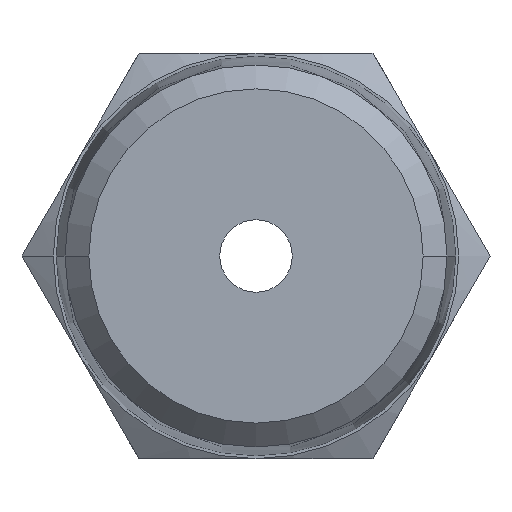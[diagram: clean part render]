
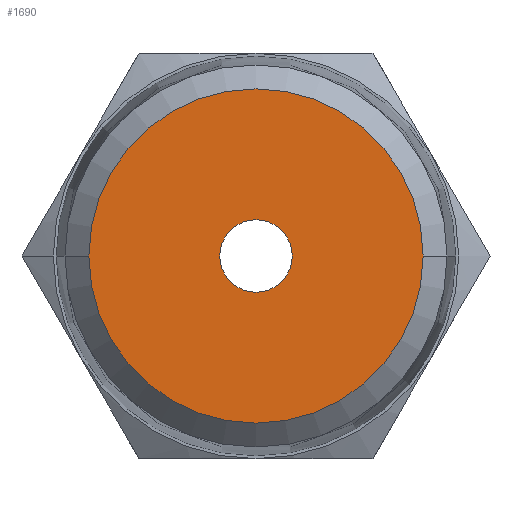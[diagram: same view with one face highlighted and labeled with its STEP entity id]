
A CAD part, front view. The second image highlights one B-rep face of the part: STEP entity #1690.
In plain terms, the highlighted planar face has unit normal (0, -1, 0).
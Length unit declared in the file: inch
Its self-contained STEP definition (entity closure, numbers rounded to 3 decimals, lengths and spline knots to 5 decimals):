
#147 = VERTEX_POINT ( 'NONE', #473 ) ;
#197 = AXIS2_PLACEMENT_3D ( 'NONE', #320, #1224, #3072 ) ;
#201 = EDGE_LOOP ( 'NONE', ( #2165, #1249 ) ) ;
#320 = CARTESIAN_POINT ( 'NONE',  ( -0.11362, 0., 0. ) ) ;
#456 = AXIS2_PLACEMENT_3D ( 'NONE', #734, #2677, #1029 ) ;
#462 = EDGE_CURVE ( 'NONE', #3462, #147, #1417, .T. ) ;
#473 = CARTESIAN_POINT ( 'NONE',  ( 0., 0., -0.04921 ) ) ;
#499 = EDGE_LOOP ( 'NONE', ( #648, #614 ) ) ;
#614 = ORIENTED_EDGE ( 'NONE', *, *, #462, .T. ) ;
#648 = ORIENTED_EDGE ( 'NONE', *, *, #2691, .T. ) ;
#734 = CARTESIAN_POINT ( 'NONE',  ( 0., 0., 0. ) ) ;
#864 = CARTESIAN_POINT ( 'NONE',  ( 0., 0., 0. ) ) ;
#1029 = DIRECTION ( 'NONE',  ( -1., 0., 0. ) ) ;
#1067 = CARTESIAN_POINT ( 'NONE',  ( 0., 0., 0. ) ) ;
#1160 = DIRECTION ( 'NONE',  ( 0., 0., -1. ) ) ;
#1224 = DIRECTION ( 'NONE',  ( 0., -1., 0. ) ) ;
#1229 = AXIS2_PLACEMENT_3D ( 'NONE', #2353, #2090, #2075 ) ;
#1247 = CARTESIAN_POINT ( 'NONE',  ( 0., 0., 0.04921 ) ) ;
#1249 = ORIENTED_EDGE ( 'NONE', *, *, #2529, .F. ) ;
#1356 = DIRECTION ( 'NONE',  ( -1., 0., 0. ) ) ;
#1417 = CIRCLE ( 'NONE', #1229, 0.04921 ) ;
#1450 = FACE_OUTER_BOUND ( 'NONE', #201, .T. ) ;
#1456 = AXIS2_PLACEMENT_3D ( 'NONE', #864, #2778, #1160 ) ;
#1690 = ADVANCED_FACE ( 'NONE', ( #2267, #1450 ), #2824, .T. ) ;
#2075 = DIRECTION ( 'NONE',  ( 0., 0., -1. ) ) ;
#2090 = DIRECTION ( 'NONE',  ( 0., 1., 0. ) ) ;
#2165 = ORIENTED_EDGE ( 'NONE', *, *, #2796, .F. ) ;
#2267 = FACE_BOUND ( 'NONE', #499, .T. ) ;
#2289 = CARTESIAN_POINT ( 'NONE',  ( 0.22724, 0., 0. ) ) ;
#2304 = CIRCLE ( 'NONE', #2704, 0.22724 ) ;
#2353 = CARTESIAN_POINT ( 'NONE',  ( 0., 0., 0. ) ) ;
#2529 = EDGE_CURVE ( 'NONE', #3275, #3436, #3166, .T. ) ;
#2677 = DIRECTION ( 'NONE',  ( 0., 1., 0. ) ) ;
#2691 = EDGE_CURVE ( 'NONE', #147, #3462, #3031, .T. ) ;
#2704 = AXIS2_PLACEMENT_3D ( 'NONE', #1067, #2951, #1356 ) ;
#2778 = DIRECTION ( 'NONE',  ( 0., 1., 0. ) ) ;
#2796 = EDGE_CURVE ( 'NONE', #3436, #3275, #2304, .T. ) ;
#2824 = PLANE ( 'NONE',  #197 ) ;
#2951 = DIRECTION ( 'NONE',  ( 0., 1., 0. ) ) ;
#3031 = CIRCLE ( 'NONE', #1456, 0.04921 ) ;
#3071 = CARTESIAN_POINT ( 'NONE',  ( -0.22724, 0., 0. ) ) ;
#3072 = DIRECTION ( 'NONE',  ( 1., 0., 0. ) ) ;
#3166 = CIRCLE ( 'NONE', #456, 0.22724 ) ;
#3275 = VERTEX_POINT ( 'NONE', #2289 ) ;
#3436 = VERTEX_POINT ( 'NONE', #3071 ) ;
#3462 = VERTEX_POINT ( 'NONE', #1247 ) ;
